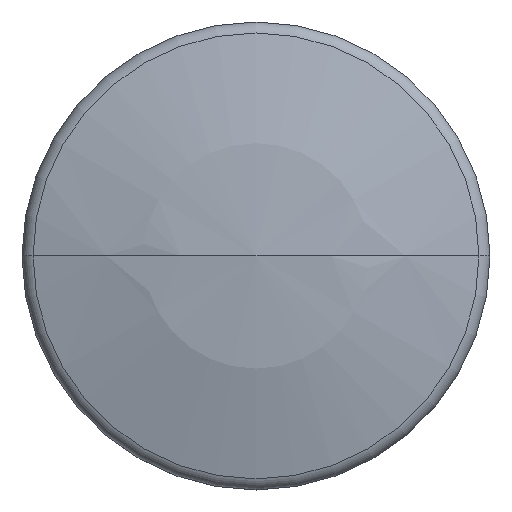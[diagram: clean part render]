
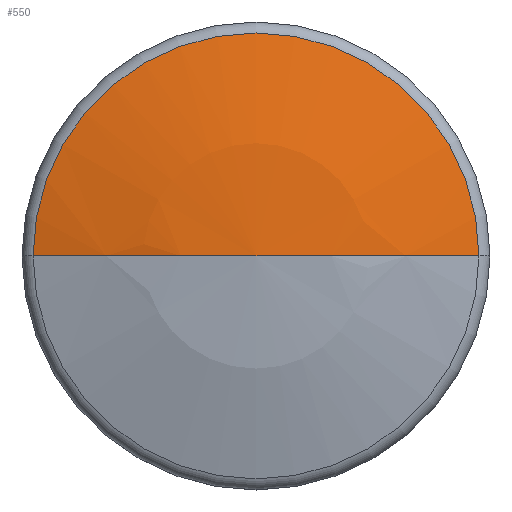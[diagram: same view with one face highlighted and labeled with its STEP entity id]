
A CAD part, top view. The second image highlights one B-rep face of the part: STEP entity #550.
In plain terms, the highlighted spherical face has radius 19.5 mm.
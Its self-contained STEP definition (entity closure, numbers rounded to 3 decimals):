
#550=ADVANCED_FACE('',(#1129),#1130,.T.);
#1129=FACE_OUTER_BOUND('',#1761,.T.);
#1130=SPHERICAL_SURFACE('',#1762,19.5);
#1761=EDGE_LOOP('',(#3163,#3164,#3165));
#1762=AXIS2_PLACEMENT_3D('',#3166,#3167,#3168);
#3163=ORIENTED_EDGE('',*,*,#4158,.F.);
#3164=ORIENTED_EDGE('',*,*,#4159,.F.);
#3165=ORIENTED_EDGE('',*,*,#4160,.T.);
#3166=CARTESIAN_POINT('',(0.,0.,8.753));
#3167=DIRECTION('',(0.0,0.0,-1.0));
#3168=DIRECTION('',(-1.0,0.0,0.0));
#4158=EDGE_CURVE('',#5079,#5080,#5081,.T.);
#4159=EDGE_CURVE('',#5082,#5079,#5083,.T.);
#4160=EDGE_CURVE('',#5082,#5080,#5084,.F.);
#5079=VERTEX_POINT('',#6342);
#5080=VERTEX_POINT('',#6343);
#5081=CIRCLE('',#6344,19.5);
#5082=VERTEX_POINT('',#6345);
#5083=CIRCLE('',#6346,19.5);
#5084=CIRCLE('',#6347,5.717);
#6342=CARTESIAN_POINT('',(0.,0.,28.253));
#6343=CARTESIAN_POINT('',(-5.717,0.,27.396));
#6344=AXIS2_PLACEMENT_3D('',#7332,#7333,#7334);
#6345=CARTESIAN_POINT('',(5.717,0.,27.396));
#6346=AXIS2_PLACEMENT_3D('',#7335,#7336,#7337);
#6347=AXIS2_PLACEMENT_3D('',#7338,#7339,#7340);
#7332=CARTESIAN_POINT('',(0.,0.,8.753));
#7333=DIRECTION('',(0.,-1.0,0.0));
#7334=DIRECTION('',(0.0,0.0,1.0));
#7335=CARTESIAN_POINT('',(0.,0.,8.753));
#7336=DIRECTION('',(0.,-1.0,0.0));
#7337=DIRECTION('',(0.0,0.0,1.0));
#7338=CARTESIAN_POINT('',(0.,0.,27.396));
#7339=DIRECTION('',(0.0,0.0,-1.0));
#7340=DIRECTION('',(-1.0,0.0,0.0));
